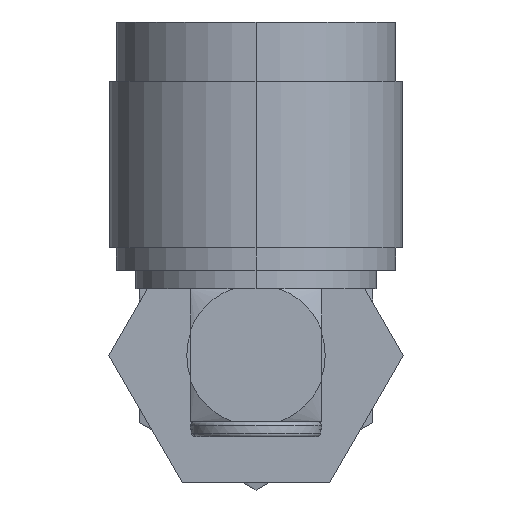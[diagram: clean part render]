
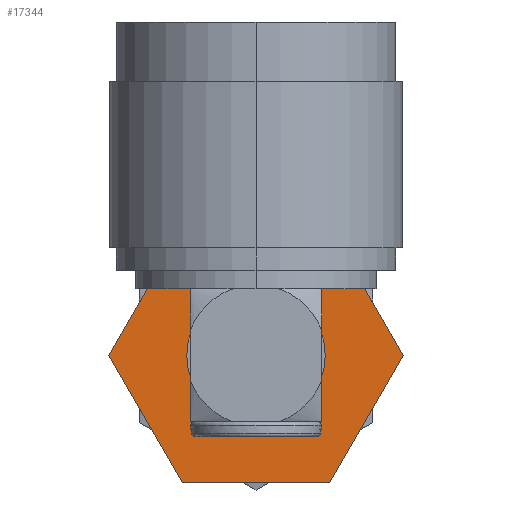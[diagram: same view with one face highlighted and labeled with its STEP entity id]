
A CAD part, left-side view. The second image highlights one B-rep face of the part: STEP entity #17344.
In plain terms, the highlighted planar face has unit normal (-1, 0, 0).
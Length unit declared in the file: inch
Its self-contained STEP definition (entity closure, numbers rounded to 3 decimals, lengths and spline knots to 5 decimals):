
#195 = DIRECTION ( 'NONE',  ( 1., 0., 0. ) ) ;
#229 = EDGE_CURVE ( 'NONE', #11544, #6244, #18593, .T. ) ;
#464 = DIRECTION ( 'NONE',  ( 0., -0.5, 0.866 ) ) ;
#584 = VECTOR ( 'NONE', #4896, 39.37008 ) ;
#602 = EDGE_LOOP ( 'NONE', ( #17497, #13742, #9644, #7325, #4152, #10970 ) ) ;
#648 = VECTOR ( 'NONE', #1256, 39.37008 ) ;
#1256 = DIRECTION ( 'NONE',  ( 0., 0.5, 0.866 ) ) ;
#1300 = EDGE_CURVE ( 'NONE', #12394, #8275, #4654, .T. ) ;
#1700 = FACE_BOUND ( 'NONE', #18548, .T. ) ;
#2179 = CARTESIAN_POINT ( 'NONE',  ( 0.05, 0., 0. ) ) ;
#2220 = EDGE_CURVE ( 'NONE', #14185, #14603, #16425, .T. ) ;
#2650 = EDGE_CURVE ( 'NONE', #18534, #14185, #19449, .T. ) ;
#2838 = VERTEX_POINT ( 'NONE', #11453 ) ;
#3799 = DIRECTION ( 'NONE',  ( 0., -1., 0. ) ) ;
#4152 = ORIENTED_EDGE ( 'NONE', *, *, #17569, .F. ) ;
#4363 = VECTOR ( 'NONE', #8133, 39.37008 ) ;
#4654 = LINE ( 'NONE', #16359, #648 ) ;
#4896 = DIRECTION ( 'NONE',  ( 0., 1., 0. ) ) ;
#4939 = CIRCLE ( 'NONE', #16655, 0.18701 ) ;
#4975 = CARTESIAN_POINT ( 'NONE',  ( 0.05, -0.39778, 0. ) ) ;
#5338 = VECTOR ( 'NONE', #9032, 39.37008 ) ;
#5946 = ORIENTED_EDGE ( 'NONE', *, *, #229, .T. ) ;
#6244 = VERTEX_POINT ( 'NONE', #7354 ) ;
#6405 = EDGE_CURVE ( 'NONE', #6244, #11544, #4939, .T. ) ;
#6533 = CARTESIAN_POINT ( 'NONE',  ( 0.05, 0.19889, 0.34449 ) ) ;
#7265 = ORIENTED_EDGE ( 'NONE', *, *, #6405, .T. ) ;
#7325 = ORIENTED_EDGE ( 'NONE', *, *, #2650, .F. ) ;
#7354 = CARTESIAN_POINT ( 'NONE',  ( 0.05, 0., 0.18701 ) ) ;
#8133 = DIRECTION ( 'NONE',  ( 0., -0.5, -0.866 ) ) ;
#8275 = VERTEX_POINT ( 'NONE', #15801 ) ;
#8294 = LINE ( 'NONE', #8938, #19385 ) ;
#8337 = AXIS2_PLACEMENT_3D ( 'NONE', #2179, #18613, #12485 ) ;
#8593 = LINE ( 'NONE', #12420, #584 ) ;
#8813 = CARTESIAN_POINT ( 'NONE',  ( 0.05, 0.39778, 0. ) ) ;
#8938 = CARTESIAN_POINT ( 'NONE',  ( 0.05, 0.39778, 0. ) ) ;
#9032 = DIRECTION ( 'NONE',  ( 0., 0.5, -0.866 ) ) ;
#9390 = CARTESIAN_POINT ( 'NONE',  ( 0.05, 0., 0. ) ) ;
#9644 = ORIENTED_EDGE ( 'NONE', *, *, #2220, .F. ) ;
#10741 = DIRECTION ( 'NONE',  ( 0., 0., -1. ) ) ;
#10784 = CARTESIAN_POINT ( 'NONE',  ( 0.05, -0.19889, -0.34449 ) ) ;
#10970 = ORIENTED_EDGE ( 'NONE', *, *, #17521, .F. ) ;
#11227 = CARTESIAN_POINT ( 'NONE',  ( 0.05, 0., -0.18701 ) ) ;
#11453 = CARTESIAN_POINT ( 'NONE',  ( 0.05, 0.19889, 0.34449 ) ) ;
#11544 = VERTEX_POINT ( 'NONE', #11227 ) ;
#11919 = DIRECTION ( 'NONE',  ( 0., 0., -1. ) ) ;
#12394 = VERTEX_POINT ( 'NONE', #13644 ) ;
#12420 = CARTESIAN_POINT ( 'NONE',  ( 0.05, -0.19889, -0.34449 ) ) ;
#12485 = DIRECTION ( 'NONE',  ( 0., 0., -1. ) ) ;
#13148 = EDGE_CURVE ( 'NONE', #14603, #12394, #8593, .T. ) ;
#13382 = DIRECTION ( 'NONE',  ( 1., 0., 0. ) ) ;
#13504 = VECTOR ( 'NONE', #3799, 39.37008 ) ;
#13569 = AXIS2_PLACEMENT_3D ( 'NONE', #8813, #13382, #11919 ) ;
#13644 = CARTESIAN_POINT ( 'NONE',  ( 0.05, 0.19889, -0.34449 ) ) ;
#13742 = ORIENTED_EDGE ( 'NONE', *, *, #13148, .F. ) ;
#14185 = VERTEX_POINT ( 'NONE', #4975 ) ;
#14603 = VERTEX_POINT ( 'NONE', #10784 ) ;
#15005 = CARTESIAN_POINT ( 'NONE',  ( 0.05, -0.19889, 0.34449 ) ) ;
#15801 = CARTESIAN_POINT ( 'NONE',  ( 0.05, 0.39778, 0. ) ) ;
#16359 = CARTESIAN_POINT ( 'NONE',  ( 0.05, 0.19889, -0.34449 ) ) ;
#16425 = LINE ( 'NONE', #18075, #5338 ) ;
#16655 = AXIS2_PLACEMENT_3D ( 'NONE', #9390, #195, #10741 ) ;
#17069 = CARTESIAN_POINT ( 'NONE',  ( 0.05, -0.19889, 0.34449 ) ) ;
#17344 = ADVANCED_FACE ( 'NONE', ( #18440, #1700 ), #19236, .F. ) ;
#17497 = ORIENTED_EDGE ( 'NONE', *, *, #1300, .F. ) ;
#17521 = EDGE_CURVE ( 'NONE', #8275, #2838, #8294, .T. ) ;
#17523 = LINE ( 'NONE', #6533, #13504 ) ;
#17569 = EDGE_CURVE ( 'NONE', #2838, #18534, #17523, .T. ) ;
#18075 = CARTESIAN_POINT ( 'NONE',  ( 0.05, -0.39778, 0. ) ) ;
#18440 = FACE_OUTER_BOUND ( 'NONE', #602, .T. ) ;
#18534 = VERTEX_POINT ( 'NONE', #15005 ) ;
#18548 = EDGE_LOOP ( 'NONE', ( #7265, #5946 ) ) ;
#18593 = CIRCLE ( 'NONE', #8337, 0.18701 ) ;
#18613 = DIRECTION ( 'NONE',  ( 1., 0., 0. ) ) ;
#19236 = PLANE ( 'NONE',  #13569 ) ;
#19385 = VECTOR ( 'NONE', #464, 39.37008 ) ;
#19449 = LINE ( 'NONE', #17069, #4363 ) ;
